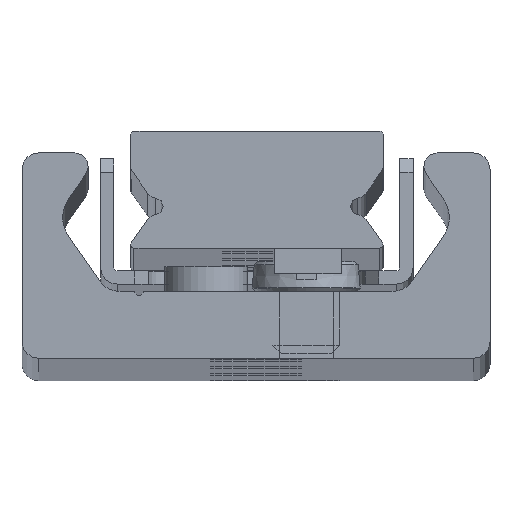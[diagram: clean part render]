
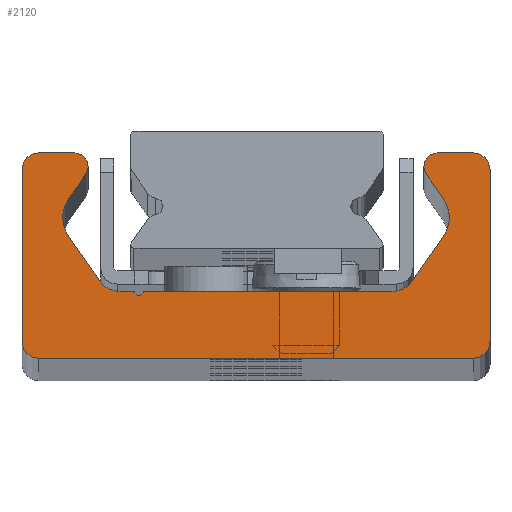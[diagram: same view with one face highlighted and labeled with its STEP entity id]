
A CAD part, top view. The second image highlights one B-rep face of the part: STEP entity #2120.
In plain terms, the highlighted planar face has unit normal (0, 0, 1).
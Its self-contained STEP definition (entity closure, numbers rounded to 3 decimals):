
#1208=CARTESIAN_POINT('',(7.0,0.0,770.0));
#1209=VERTEX_POINT('',#1208);
#1210=CARTESIAN_POINT('',(6.,1.0,770.0));
#1211=VERTEX_POINT('',#1210);
#1212=CARTESIAN_POINT('',(7.0,1.0,770.0));
#1213=DIRECTION('',(0.0,0.0,-1.0));
#1214=DIRECTION('',(-1.0,0.0,0.0));
#1215=AXIS2_PLACEMENT_3D('',#1212,#1213,#1214);
#1216=CIRCLE('',#1215,1.0);
#1217=EDGE_CURVE('',#1209,#1211,#1216,.T.);
#1250=CARTESIAN_POINT('',(6.,11.3,770.0));
#1251=VERTEX_POINT('',#1250);
#1252=CARTESIAN_POINT('',(6.,1.0,770.0));
#1253=DIRECTION('',(0.0,1.0,0.0));
#1254=VECTOR('',#1253,10.3);
#1255=LINE('',#1252,#1254);
#1256=EDGE_CURVE('',#1211,#1251,#1255,.T.);
#1281=CARTESIAN_POINT('',(7.0,12.3,770.0));
#1282=VERTEX_POINT('',#1281);
#1283=CARTESIAN_POINT('',(7.0,11.3,770.0));
#1284=DIRECTION('',(0.0,0.0,-1.0));
#1285=DIRECTION('',(0.0,1.0,0.0));
#1286=AXIS2_PLACEMENT_3D('',#1283,#1284,#1285);
#1287=CIRCLE('',#1286,1.);
#1288=EDGE_CURVE('',#1251,#1282,#1287,.T.);
#1314=CARTESIAN_POINT('',(9.17,12.3,770.0));
#1315=VERTEX_POINT('',#1314);
#1316=CARTESIAN_POINT('',(7.0,12.3,770.0));
#1317=DIRECTION('',(1.0,0.0,0.0));
#1318=VECTOR('',#1317,2.17);
#1319=LINE('',#1316,#1318);
#1320=EDGE_CURVE('',#1282,#1315,#1319,.T.);
#1345=CARTESIAN_POINT('',(9.826,11.041,770.0));
#1346=VERTEX_POINT('',#1345);
#1347=CARTESIAN_POINT('',(9.17,11.5,770.0));
#1348=DIRECTION('',(0.0,0.0,-1.0));
#1349=DIRECTION('',(0.819,-0.574,0.0));
#1350=AXIS2_PLACEMENT_3D('',#1347,#1348,#1349);
#1351=CIRCLE('',#1350,0.8);
#1352=EDGE_CURVE('',#1315,#1346,#1351,.T.);
#1378=CARTESIAN_POINT('',(8.794,9.567,770.0));
#1379=VERTEX_POINT('',#1378);
#1380=CARTESIAN_POINT('',(9.826,11.041,770.0));
#1381=DIRECTION('',(-0.574,-0.819,0.0));
#1382=VECTOR('',#1381,1.799);
#1383=LINE('',#1380,#1382);
#1384=EDGE_CURVE('',#1346,#1379,#1383,.T.);
#1409=CARTESIAN_POINT('',(8.794,7.273,770.0));
#1410=VERTEX_POINT('',#1409);
#1411=CARTESIAN_POINT('',(10.432,8.42,770.0));
#1412=DIRECTION('',(0.0,0.0,1.0));
#1413=DIRECTION('',(0.819,-0.574,0.0));
#1414=AXIS2_PLACEMENT_3D('',#1411,#1412,#1413);
#1415=CIRCLE('',#1414,2.0);
#1416=EDGE_CURVE('',#1379,#1410,#1415,.T.);
#1442=CARTESIAN_POINT('',(10.637,4.64,770.0));
#1443=VERTEX_POINT('',#1442);
#1444=CARTESIAN_POINT('',(8.794,7.273,770.0));
#1445=DIRECTION('',(0.574,-0.819,0.0));
#1446=VECTOR('',#1445,3.215);
#1447=LINE('',#1444,#1446);
#1448=EDGE_CURVE('',#1410,#1443,#1447,.T.);
#1473=CARTESIAN_POINT('',(11.866,4.0,770.0));
#1474=VERTEX_POINT('',#1473);
#1475=CARTESIAN_POINT('',(11.866,5.5,770.0));
#1476=DIRECTION('',(0.0,0.0,1.0));
#1477=DIRECTION('',(0.819,0.574,0.0));
#1478=AXIS2_PLACEMENT_3D('',#1475,#1476,#1477);
#1479=CIRCLE('',#1478,1.5);
#1480=EDGE_CURVE('',#1443,#1474,#1479,.T.);
#1506=CARTESIAN_POINT('',(12.665,4.0,770.0));
#1507=VERTEX_POINT('',#1506);
#1508=CARTESIAN_POINT('',(11.866,4.0,770.0));
#1509=DIRECTION('',(1.0,0.0,0.0));
#1510=VECTOR('',#1509,0.798);
#1511=LINE('',#1508,#1510);
#1512=EDGE_CURVE('',#1474,#1507,#1511,.T.);
#1537=CARTESIAN_POINT('',(12.76,3.929,770.0));
#1538=VERTEX_POINT('',#1537);
#1539=CARTESIAN_POINT('',(12.665,3.9,770.0));
#1540=DIRECTION('',(0.0,0.0,-1.0));
#1541=DIRECTION('',(0.958,0.286,0.0));
#1542=AXIS2_PLACEMENT_3D('',#1539,#1540,#1541);
#1543=CIRCLE('',#1542,0.1);
#1544=EDGE_CURVE('',#1507,#1538,#1543,.T.);
#1570=CARTESIAN_POINT('',(13.24,3.929,770.0));
#1571=VERTEX_POINT('',#1570);
#1572=CARTESIAN_POINT('',(13.,4.0,770.0));
#1573=DIRECTION('',(0.0,0.0,1.));
#1574=DIRECTION('',(0.958,0.286,0.0));
#1575=AXIS2_PLACEMENT_3D('',#1572,#1573,#1574);
#1576=CIRCLE('',#1575,0.25);
#1577=EDGE_CURVE('',#1538,#1571,#1576,.T.);
#1603=CARTESIAN_POINT('',(13.335,4.0,770.0));
#1604=VERTEX_POINT('',#1603);
#1605=CARTESIAN_POINT('',(13.335,3.9,770.0));
#1606=DIRECTION('',(0.0,0.0,-1.0));
#1607=DIRECTION('',(0.0,1.0,0.0));
#1608=AXIS2_PLACEMENT_3D('',#1605,#1606,#1607);
#1609=CIRCLE('',#1608,0.1);
#1610=EDGE_CURVE('',#1571,#1604,#1609,.T.);
#1636=CARTESIAN_POINT('',(28.134,4.,770.0));
#1637=VERTEX_POINT('',#1636);
#1638=CARTESIAN_POINT('',(13.335,4.0,770.0));
#1639=DIRECTION('',(1.0,0.0,0.0));
#1640=VECTOR('',#1639,14.798);
#1641=LINE('',#1638,#1640);
#1642=EDGE_CURVE('',#1604,#1637,#1641,.T.);
#1709=CARTESIAN_POINT('',(29.363,4.64,770.0));
#1710=VERTEX_POINT('',#1709);
#1711=CARTESIAN_POINT('',(28.134,5.5,770.0));
#1712=DIRECTION('',(0.0,0.0,1.0));
#1713=DIRECTION('',(0.0,1.0,0.0));
#1714=AXIS2_PLACEMENT_3D('',#1711,#1712,#1713);
#1715=CIRCLE('',#1714,1.5);
#1716=EDGE_CURVE('',#1637,#1710,#1715,.T.);
#1742=CARTESIAN_POINT('',(31.206,7.273,770.0));
#1743=VERTEX_POINT('',#1742);
#1744=CARTESIAN_POINT('',(29.363,4.64,770.0));
#1745=DIRECTION('',(0.574,0.819,0.0));
#1746=VECTOR('',#1745,3.215);
#1747=LINE('',#1744,#1746);
#1748=EDGE_CURVE('',#1710,#1743,#1747,.T.);
#1773=CARTESIAN_POINT('',(31.206,9.567,770.0));
#1774=VERTEX_POINT('',#1773);
#1775=CARTESIAN_POINT('',(29.568,8.42,770.0));
#1776=DIRECTION('',(0.0,0.0,1.));
#1777=DIRECTION('',(-0.819,0.574,0.0));
#1778=AXIS2_PLACEMENT_3D('',#1775,#1776,#1777);
#1779=CIRCLE('',#1778,2.0);
#1780=EDGE_CURVE('',#1743,#1774,#1779,.T.);
#1806=CARTESIAN_POINT('',(30.174,11.041,770.0));
#1807=VERTEX_POINT('',#1806);
#1808=CARTESIAN_POINT('',(31.206,9.567,770.0));
#1809=DIRECTION('',(-0.574,0.819,0.0));
#1810=VECTOR('',#1809,1.799);
#1811=LINE('',#1808,#1810);
#1812=EDGE_CURVE('',#1774,#1807,#1811,.T.);
#1837=CARTESIAN_POINT('',(30.83,12.3,770.0));
#1838=VERTEX_POINT('',#1837);
#1839=CARTESIAN_POINT('',(30.83,11.5,770.0));
#1840=DIRECTION('',(0.0,0.0,-1.0));
#1841=DIRECTION('',(0.0,1.0,0.0));
#1842=AXIS2_PLACEMENT_3D('',#1839,#1840,#1841);
#1843=CIRCLE('',#1842,0.8);
#1844=EDGE_CURVE('',#1807,#1838,#1843,.T.);
#1870=CARTESIAN_POINT('',(33.0,12.3,770.0));
#1871=VERTEX_POINT('',#1870);
#1872=CARTESIAN_POINT('',(30.83,12.3,770.0));
#1873=DIRECTION('',(1.0,0.0,0.0));
#1874=VECTOR('',#1873,2.17);
#1875=LINE('',#1872,#1874);
#1876=EDGE_CURVE('',#1838,#1871,#1875,.T.);
#1901=CARTESIAN_POINT('',(34.0,11.3,770.0));
#1902=VERTEX_POINT('',#1901);
#1903=CARTESIAN_POINT('',(33.0,11.3,770.0));
#1904=DIRECTION('',(0.0,0.0,-1.0));
#1905=DIRECTION('',(1.0,0.0,0.0));
#1906=AXIS2_PLACEMENT_3D('',#1903,#1904,#1905);
#1907=CIRCLE('',#1906,1.);
#1908=EDGE_CURVE('',#1871,#1902,#1907,.T.);
#1934=CARTESIAN_POINT('',(34.0,1.0,770.0));
#1935=VERTEX_POINT('',#1934);
#1936=CARTESIAN_POINT('',(34.0,11.3,770.0));
#1937=DIRECTION('',(0.0,-1.0,0.0));
#1938=VECTOR('',#1937,10.3);
#1939=LINE('',#1936,#1938);
#1940=EDGE_CURVE('',#1902,#1935,#1939,.T.);
#1965=CARTESIAN_POINT('',(33.0,0.0,770.0));
#1966=VERTEX_POINT('',#1965);
#1967=CARTESIAN_POINT('',(33.0,1.0,770.0));
#1968=DIRECTION('',(0.0,0.0,-1.0));
#1969=DIRECTION('',(0.0,-1.0,0.0));
#1970=AXIS2_PLACEMENT_3D('',#1967,#1968,#1969);
#1971=CIRCLE('',#1970,1.0);
#1972=EDGE_CURVE('',#1935,#1966,#1971,.T.);
#1998=CARTESIAN_POINT('',(33.0,0.0,770.0));
#1999=DIRECTION('',(-1.0,0.0,0.0));
#2000=VECTOR('',#1999,26.0);
#2001=LINE('',#1998,#2000);
#2002=EDGE_CURVE('',#1966,#1209,#2001,.T.);
#2089=CARTESIAN_POINT('',(19.983,4.783,770.0));
#2090=DIRECTION('',(0.0,0.0,1.0));
#2091=DIRECTION('',(1.0,0.0,0.0));
#2092=AXIS2_PLACEMENT_3D('',#2089,#2090,#2091);
#2093=PLANE('',#2092);
#2094=ORIENTED_EDGE('',*,*,#1217,.F.);
#2095=ORIENTED_EDGE('',*,*,#2002,.F.);
#2096=ORIENTED_EDGE('',*,*,#1972,.F.);
#2097=ORIENTED_EDGE('',*,*,#1940,.F.);
#2098=ORIENTED_EDGE('',*,*,#1908,.F.);
#2099=ORIENTED_EDGE('',*,*,#1876,.F.);
#2100=ORIENTED_EDGE('',*,*,#1844,.F.);
#2101=ORIENTED_EDGE('',*,*,#1812,.F.);
#2102=ORIENTED_EDGE('',*,*,#1780,.F.);
#2103=ORIENTED_EDGE('',*,*,#1748,.F.);
#2104=ORIENTED_EDGE('',*,*,#1716,.F.);
#2105=ORIENTED_EDGE('',*,*,#1642,.F.);
#2106=ORIENTED_EDGE('',*,*,#1610,.F.);
#2107=ORIENTED_EDGE('',*,*,#1577,.F.);
#2108=ORIENTED_EDGE('',*,*,#1544,.F.);
#2109=ORIENTED_EDGE('',*,*,#1512,.F.);
#2110=ORIENTED_EDGE('',*,*,#1480,.F.);
#2111=ORIENTED_EDGE('',*,*,#1448,.F.);
#2112=ORIENTED_EDGE('',*,*,#1416,.F.);
#2113=ORIENTED_EDGE('',*,*,#1384,.F.);
#2114=ORIENTED_EDGE('',*,*,#1352,.F.);
#2115=ORIENTED_EDGE('',*,*,#1320,.F.);
#2116=ORIENTED_EDGE('',*,*,#1288,.F.);
#2117=ORIENTED_EDGE('',*,*,#1256,.F.);
#2118=EDGE_LOOP('',(#2094,#2095,#2096,#2097,#2098,#2099,#2100,#2101,#2102,#2103,#2104,#2105,#2106,#2107,#2108,#2109,#2110,#2111,#2112,#2113,#2114,#2115,#2116,#2117));
#2119=FACE_OUTER_BOUND('',#2118,.T.);
#2120=ADVANCED_FACE('',(#2119),#2093,.T.);
